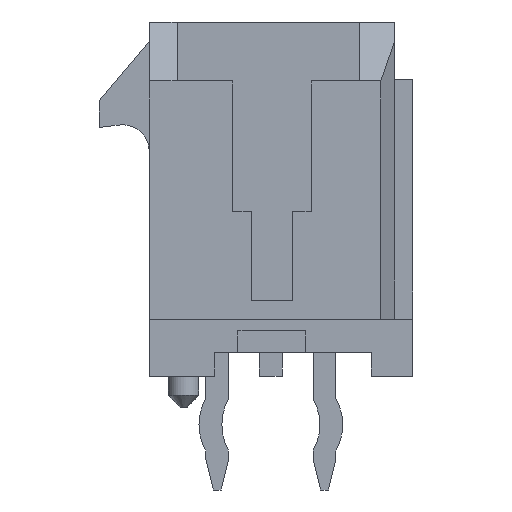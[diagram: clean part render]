
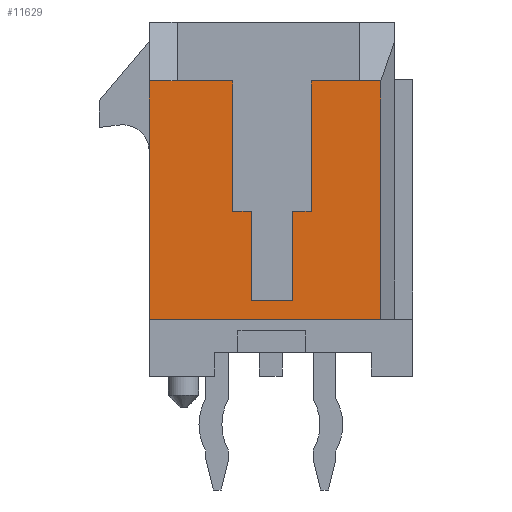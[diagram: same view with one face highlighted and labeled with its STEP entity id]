
A CAD part, left-side view. The second image highlights one B-rep face of the part: STEP entity #11629.
In plain terms, the highlighted planar face has unit normal (-1, 0, 0).
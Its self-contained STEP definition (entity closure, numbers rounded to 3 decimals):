
#164=FACE_OUTER_BOUND('',#781,.T.);
#781=EDGE_LOOP('',(#7603,#7604,#7605,#7606,#7607,#7608,#7609,#7610,#7611,
#7612,#7613,#7614,#7615,#7616));
#1436=LINE('',#15988,#3085);
#1437=LINE('',#15990,#3086);
#1438=LINE('',#15992,#3087);
#1439=LINE('',#15994,#3088);
#1440=LINE('',#15996,#3089);
#1441=LINE('',#15998,#3090);
#1442=LINE('',#16000,#3091);
#1443=LINE('',#16002,#3092);
#1444=LINE('',#16004,#3093);
#1445=LINE('',#16006,#3094);
#1446=LINE('',#16008,#3095);
#1447=LINE('',#16010,#3096);
#1448=LINE('',#16012,#3097);
#1449=LINE('',#16013,#3098);
#3085=VECTOR('',#12955,3.65);
#3086=VECTOR('',#12956,0.525);
#3087=VECTOR('',#12957,2.5);
#3088=VECTOR('',#12958,1.15);
#3089=VECTOR('',#12959,2.5);
#3090=VECTOR('',#12960,0.525);
#3091=VECTOR('',#12961,3.65);
#3092=VECTOR('',#12962,1.55);
#3093=VECTOR('',#12963,0.78);
#3094=VECTOR('',#12964,6.66);
#3095=VECTOR('',#12965,6.48);
#3096=VECTOR('',#12966,6.66);
#3097=VECTOR('',#12967,0.6);
#3098=VECTOR('',#12968,1.35);
#4734=VERTEX_POINT('',#15986);
#4735=VERTEX_POINT('',#15987);
#4736=VERTEX_POINT('',#15989);
#4737=VERTEX_POINT('',#15991);
#4738=VERTEX_POINT('',#15993);
#4739=VERTEX_POINT('',#15995);
#4740=VERTEX_POINT('',#15997);
#4741=VERTEX_POINT('',#15999);
#4742=VERTEX_POINT('',#16001);
#4743=VERTEX_POINT('',#16003);
#4744=VERTEX_POINT('',#16005);
#4745=VERTEX_POINT('',#16007);
#4746=VERTEX_POINT('',#16009);
#4747=VERTEX_POINT('',#16011);
#5880=EDGE_CURVE('',#4734,#4735,#1436,.T.);
#5881=EDGE_CURVE('',#4735,#4736,#1437,.T.);
#5882=EDGE_CURVE('',#4736,#4737,#1438,.T.);
#5883=EDGE_CURVE('',#4737,#4738,#1439,.T.);
#5884=EDGE_CURVE('',#4738,#4739,#1440,.T.);
#5885=EDGE_CURVE('',#4739,#4740,#1441,.T.);
#5886=EDGE_CURVE('',#4741,#4740,#1442,.T.);
#5887=EDGE_CURVE('',#4741,#4742,#1443,.T.);
#5888=EDGE_CURVE('',#4743,#4742,#1444,.T.);
#5889=EDGE_CURVE('',#4744,#4743,#1445,.T.);
#5890=EDGE_CURVE('',#4745,#4744,#1446,.T.);
#5891=EDGE_CURVE('',#4746,#4745,#1447,.T.);
#5892=EDGE_CURVE('',#4747,#4746,#1448,.T.);
#5893=EDGE_CURVE('',#4747,#4734,#1449,.T.);
#7603=ORIENTED_EDGE('',*,*,#5880,.T.);
#7604=ORIENTED_EDGE('',*,*,#5881,.T.);
#7605=ORIENTED_EDGE('',*,*,#5882,.T.);
#7606=ORIENTED_EDGE('',*,*,#5883,.T.);
#7607=ORIENTED_EDGE('',*,*,#5884,.T.);
#7608=ORIENTED_EDGE('',*,*,#5885,.T.);
#7609=ORIENTED_EDGE('',*,*,#5886,.F.);
#7610=ORIENTED_EDGE('',*,*,#5887,.T.);
#7611=ORIENTED_EDGE('',*,*,#5888,.F.);
#7612=ORIENTED_EDGE('',*,*,#5889,.F.);
#7613=ORIENTED_EDGE('',*,*,#5890,.F.);
#7614=ORIENTED_EDGE('',*,*,#5891,.F.);
#7615=ORIENTED_EDGE('',*,*,#5892,.F.);
#7616=ORIENTED_EDGE('',*,*,#5893,.T.);
#11049=PLANE('',#12260);
#11629=ADVANCED_FACE('',(#164),#11049,.F.);
#12260=AXIS2_PLACEMENT_3D('',#15985,#12953,#12954);
#12953=DIRECTION('center_axis',(1.,0.,0.));
#12954=DIRECTION('ref_axis',(0.,0.,-1.));
#12955=DIRECTION('',(0.,0.,-1.));
#12956=DIRECTION('',(0.,1.,0.));
#12957=DIRECTION('',(0.,0.,-1.));
#12958=DIRECTION('',(0.,1.,0.));
#12959=DIRECTION('',(0.,0.,1.));
#12960=DIRECTION('',(0.,1.,0.));
#12961=DIRECTION('',(0.,0.,-1.));
#12962=DIRECTION('',(0.,1.,0.));
#12963=DIRECTION('',(0.,-1.,0.));
#12964=DIRECTION('',(0.,0.,1.));
#12965=DIRECTION('',(0.,1.,0.));
#12966=DIRECTION('',(0.,0.,-1.));
#12967=DIRECTION('',(0.,-1.,0.));
#12968=DIRECTION('',(0.,1.,0.));
#15985=CARTESIAN_POINT('Origin',(-13.825,0.,0.));
#15986=CARTESIAN_POINT('',(-13.825,-1.1,3.305));
#15987=CARTESIAN_POINT('',(-13.825,-1.1,-0.345));
#15988=CARTESIAN_POINT('',(-13.825,-1.1,3.305));
#15989=CARTESIAN_POINT('',(-13.825,-0.575,-0.345));
#15990=CARTESIAN_POINT('',(-13.825,-1.1,-0.345));
#15991=CARTESIAN_POINT('',(-13.825,-0.575,-2.845));
#15992=CARTESIAN_POINT('',(-13.825,-0.575,-0.345));
#15993=CARTESIAN_POINT('',(-13.825,0.575,-2.845));
#15994=CARTESIAN_POINT('',(-13.825,-0.575,-2.845));
#15995=CARTESIAN_POINT('',(-13.825,0.575,-0.345));
#15996=CARTESIAN_POINT('',(-13.825,0.575,-2.845));
#15997=CARTESIAN_POINT('',(-13.825,1.1,-0.345));
#15998=CARTESIAN_POINT('',(-13.825,0.575,-0.345));
#15999=CARTESIAN_POINT('',(-13.825,1.1,3.305));
#16000=CARTESIAN_POINT('',(-13.825,1.1,3.305));
#16001=CARTESIAN_POINT('',(-13.825,2.65,3.305));
#16002=CARTESIAN_POINT('',(-13.825,1.1,3.305));
#16003=CARTESIAN_POINT('',(-13.825,3.43,3.305));
#16004=CARTESIAN_POINT('',(-13.825,3.43,3.305));
#16005=CARTESIAN_POINT('',(-13.825,3.43,-3.355));
#16006=CARTESIAN_POINT('',(-13.825,3.43,-3.355));
#16007=CARTESIAN_POINT('',(-13.825,-3.05,-3.355));
#16008=CARTESIAN_POINT('',(-13.825,-3.05,-3.355));
#16009=CARTESIAN_POINT('',(-13.825,-3.05,3.305));
#16010=CARTESIAN_POINT('',(-13.825,-3.05,3.305));
#16011=CARTESIAN_POINT('',(-13.825,-2.45,3.305));
#16012=CARTESIAN_POINT('',(-13.825,-2.45,3.305));
#16013=CARTESIAN_POINT('',(-13.825,-2.45,3.305));
